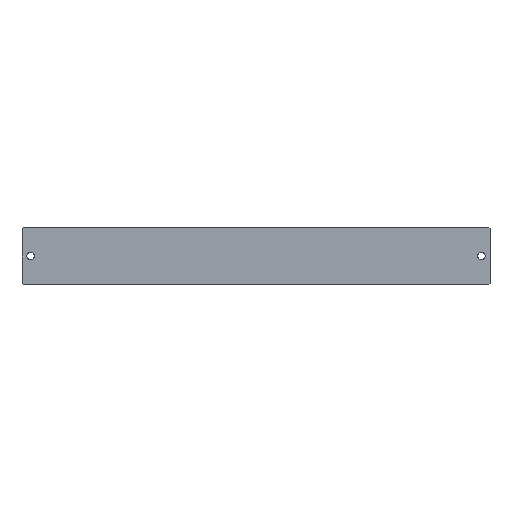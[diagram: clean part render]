
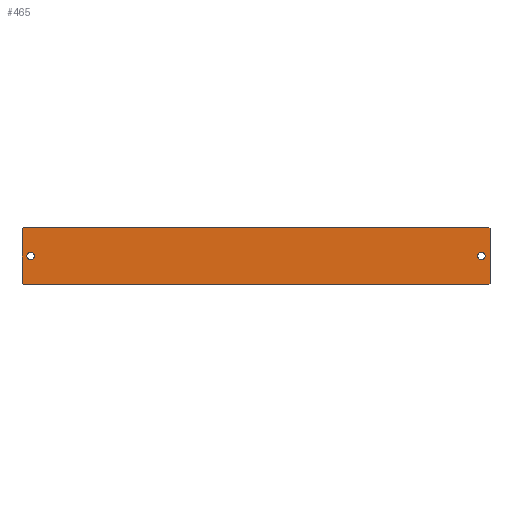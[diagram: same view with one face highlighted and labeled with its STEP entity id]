
A CAD part, top view. The second image highlights one B-rep face of the part: STEP entity #465.
In plain terms, the highlighted planar face has unit normal (0, 0, 1).
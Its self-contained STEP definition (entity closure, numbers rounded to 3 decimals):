
#4 = AXIS2_PLACEMENT_3D ( 'NONE', #207, #193, #197 ) ;
#5 = VECTOR ( 'NONE', #257, 1000. ) ;
#8 = VECTOR ( 'NONE', #212, 1000. ) ;
#11 = CIRCLE ( 'NONE', #12, 1.3 ) ;
#12 = AXIS2_PLACEMENT_3D ( 'NONE', #226, #228, #225 ) ;
#19 = VECTOR ( 'NONE', #265, 1000. ) ;
#32 = CIRCLE ( 'NONE', #37, 1.3 ) ;
#37 = AXIS2_PLACEMENT_3D ( 'NONE', #282, #275, #299 ) ;
#38 = VECTOR ( 'NONE', #336, 1000. ) ;
#42 = VECTOR ( 'NONE', #286, 1000. ) ;
#45 = VECTOR ( 'NONE', #303, 1000. ) ;
#48 = VECTOR ( 'NONE', #335, 1000. ) ;
#52 = AXIS2_PLACEMENT_3D ( 'NONE', #332, #318, #309 ) ;
#58 = VECTOR ( 'NONE', #310, 1000. ) ;
#69 = CIRCLE ( 'NONE', #77, 1.3 ) ;
#71 = CIRCLE ( 'NONE', #52, 1.3 ) ;
#77 = AXIS2_PLACEMENT_3D ( 'NONE', #283, #284, #301 ) ;
#85 = ORIENTED_EDGE ( 'NONE', *, *, #501, .F. ) ;
#87 = ORIENTED_EDGE ( 'NONE', *, *, #485, .T. ) ;
#90 = ORIENTED_EDGE ( 'NONE', *, *, #468, .F. ) ;
#93 = ORIENTED_EDGE ( 'NONE', *, *, #510, .T. ) ;
#94 = ORIENTED_EDGE ( 'NONE', *, *, #494, .T. ) ;
#95 = ORIENTED_EDGE ( 'NONE', *, *, #467, .T. ) ;
#97 = ORIENTED_EDGE ( 'NONE', *, *, #471, .T. ) ;
#100 = ORIENTED_EDGE ( 'NONE', *, *, #511, .T. ) ;
#103 = ORIENTED_EDGE ( 'NONE', *, *, #492, .F. ) ;
#104 = ORIENTED_EDGE ( 'NONE', *, *, #500, .T. ) ;
#114 = ORIENTED_EDGE ( 'NONE', *, *, #491, .F. ) ;
#131 = CARTESIAN_POINT ( 'NONE',  ( 79.8, 0., 0.76 ) ) ;
#138 = CARTESIAN_POINT ( 'NONE',  ( 81., 10., 0.76 ) ) ;
#140 = CARTESIAN_POINT ( 'NONE',  ( -79.8, 0., 0.76 ) ) ;
#142 = CARTESIAN_POINT ( 'NONE',  ( 81.5, 9.5, 0.76 ) ) ;
#146 = CARTESIAN_POINT ( 'NONE',  ( -81.5, -9.5, 0.76 ) ) ;
#152 = CARTESIAN_POINT ( 'NONE',  ( 77.2, 0., 0.76 ) ) ;
#167 = CARTESIAN_POINT ( 'NONE',  ( -77.2, 0., 0.76 ) ) ;
#173 = CARTESIAN_POINT ( 'NONE',  ( 81., -10., 0.76 ) ) ;
#174 = CARTESIAN_POINT ( 'NONE',  ( -81.5, 9.5, 0.76 ) ) ;
#178 = FACE_BOUND ( 'NONE', #406, .T. ) ;
#181 = FACE_OUTER_BOUND ( 'NONE', #421, .T. ) ;
#183 = PLANE ( 'NONE',  #4 ) ;
#193 = DIRECTION ( 'NONE',  ( 0., 0., 1. ) ) ;
#194 = FACE_BOUND ( 'NONE', #453, .T. ) ;
#197 = DIRECTION ( 'NONE',  ( 1., 0., 0. ) ) ;
#207 = CARTESIAN_POINT ( 'NONE',  ( -81.5, -10., 0.76 ) ) ;
#208 = LINE ( 'NONE', #210, #8 ) ;
#210 = CARTESIAN_POINT ( 'NONE',  ( -81.5, -10., 0.76 ) ) ;
#212 = DIRECTION ( 'NONE',  ( 1., 0., 0. ) ) ;
#225 = DIRECTION ( 'NONE',  ( 1., 0., 0. ) ) ;
#226 = CARTESIAN_POINT ( 'NONE',  ( 78.5, 0., 0.76 ) ) ;
#228 = DIRECTION ( 'NONE',  ( 0., 0., 1. ) ) ;
#231 = LINE ( 'NONE', #271, #5 ) ;
#256 = LINE ( 'NONE', #264, #19 ) ;
#257 = DIRECTION ( 'NONE',  ( 0.707, 0.707, 0. ) ) ;
#264 = CARTESIAN_POINT ( 'NONE',  ( 9.75, 81.25, 0.76 ) ) ;
#265 = DIRECTION ( 'NONE',  ( -0.707, 0.707, 0. ) ) ;
#271 = CARTESIAN_POINT ( 'NONE',  ( -0.25, -91.25, 0.76 ) ) ;
#275 = DIRECTION ( 'NONE',  ( 0., 0., 1. ) ) ;
#280 = LINE ( 'NONE', #285, #42 ) ;
#282 = CARTESIAN_POINT ( 'NONE',  ( 78.5, 0., 0.76 ) ) ;
#283 = CARTESIAN_POINT ( 'NONE',  ( -78.5, 0., 0.76 ) ) ;
#284 = DIRECTION ( 'NONE',  ( 0., 0., 1. ) ) ;
#285 = CARTESIAN_POINT ( 'NONE',  ( -81.5, 10., 0.76 ) ) ;
#286 = DIRECTION ( 'NONE',  ( 0., -1., 0. ) ) ;
#299 = DIRECTION ( 'NONE',  ( 1., 0., 0. ) ) ;
#301 = DIRECTION ( 'NONE',  ( 1., 0., 0. ) ) ;
#302 = LINE ( 'NONE', #316, #38 ) ;
#303 = DIRECTION ( 'NONE',  ( -0.707, -0.707, 0. ) ) ;
#304 = CARTESIAN_POINT ( 'NONE',  ( -81.5, 10., 0.76 ) ) ;
#308 = CARTESIAN_POINT ( 'NONE',  ( -91.25, -0.25, 0.76 ) ) ;
#309 = DIRECTION ( 'NONE',  ( 1., 0., 0. ) ) ;
#310 = DIRECTION ( 'NONE',  ( -1., 0., 0. ) ) ;
#313 = CARTESIAN_POINT ( 'NONE',  ( -81.25, -9.75, 0.76 ) ) ;
#314 = LINE ( 'NONE', #304, #58 ) ;
#316 = CARTESIAN_POINT ( 'NONE',  ( 81.5, 10., 0.76 ) ) ;
#318 = DIRECTION ( 'NONE',  ( 0., 0., 1. ) ) ;
#331 = LINE ( 'NONE', #308, #45 ) ;
#332 = CARTESIAN_POINT ( 'NONE',  ( -78.5, 0., 0.76 ) ) ;
#333 = LINE ( 'NONE', #313, #48 ) ;
#335 = DIRECTION ( 'NONE',  ( 0.707, -0.707, 0. ) ) ;
#336 = DIRECTION ( 'NONE',  ( 0., 1., 0. ) ) ;
#395 = CARTESIAN_POINT ( 'NONE',  ( -81., 10., 0.76 ) ) ;
#402 = CARTESIAN_POINT ( 'NONE',  ( 81.5, -9.5, 0.76 ) ) ;
#404 = CARTESIAN_POINT ( 'NONE',  ( -81., -10., 0.76 ) ) ;
#406 = EDGE_LOOP ( 'NONE', ( #90, #114 ) ) ;
#418 = VERTEX_POINT ( 'NONE', #395 ) ;
#419 = VERTEX_POINT ( 'NONE', #402 ) ;
#421 = EDGE_LOOP ( 'NONE', ( #100, #87, #426, #104, #94, #93, #95, #97 ) ) ;
#422 = VERTEX_POINT ( 'NONE', #138 ) ;
#423 = VERTEX_POINT ( 'NONE', #142 ) ;
#424 = VERTEX_POINT ( 'NONE', #167 ) ;
#426 = ORIENTED_EDGE ( 'NONE', *, *, #512, .T. ) ;
#434 = VERTEX_POINT ( 'NONE', #146 ) ;
#437 = VERTEX_POINT ( 'NONE', #140 ) ;
#439 = VERTEX_POINT ( 'NONE', #404 ) ;
#445 = VERTEX_POINT ( 'NONE', #173 ) ;
#446 = VERTEX_POINT ( 'NONE', #131 ) ;
#448 = VERTEX_POINT ( 'NONE', #174 ) ;
#450 = VERTEX_POINT ( 'NONE', #152 ) ;
#453 = EDGE_LOOP ( 'NONE', ( #85, #103 ) ) ;
#465 = ADVANCED_FACE ( 'NONE', ( #194, #178, #181 ), #183, .T. ) ;
#467 = EDGE_CURVE ( 'NONE', #439, #445, #208, .T. ) ;
#468 = EDGE_CURVE ( 'NONE', #446, #450, #11, .T. ) ;
#471 = EDGE_CURVE ( 'NONE', #445, #419, #231, .T. ) ;
#485 = EDGE_CURVE ( 'NONE', #423, #422, #256, .T. ) ;
#491 = EDGE_CURVE ( 'NONE', #450, #446, #32, .T. ) ;
#492 = EDGE_CURVE ( 'NONE', #437, #424, #69, .T. ) ;
#494 = EDGE_CURVE ( 'NONE', #448, #434, #280, .T. ) ;
#500 = EDGE_CURVE ( 'NONE', #418, #448, #331, .T. ) ;
#501 = EDGE_CURVE ( 'NONE', #424, #437, #71, .T. ) ;
#510 = EDGE_CURVE ( 'NONE', #434, #439, #333, .T. ) ;
#511 = EDGE_CURVE ( 'NONE', #419, #423, #302, .T. ) ;
#512 = EDGE_CURVE ( 'NONE', #422, #418, #314, .T. ) ;
